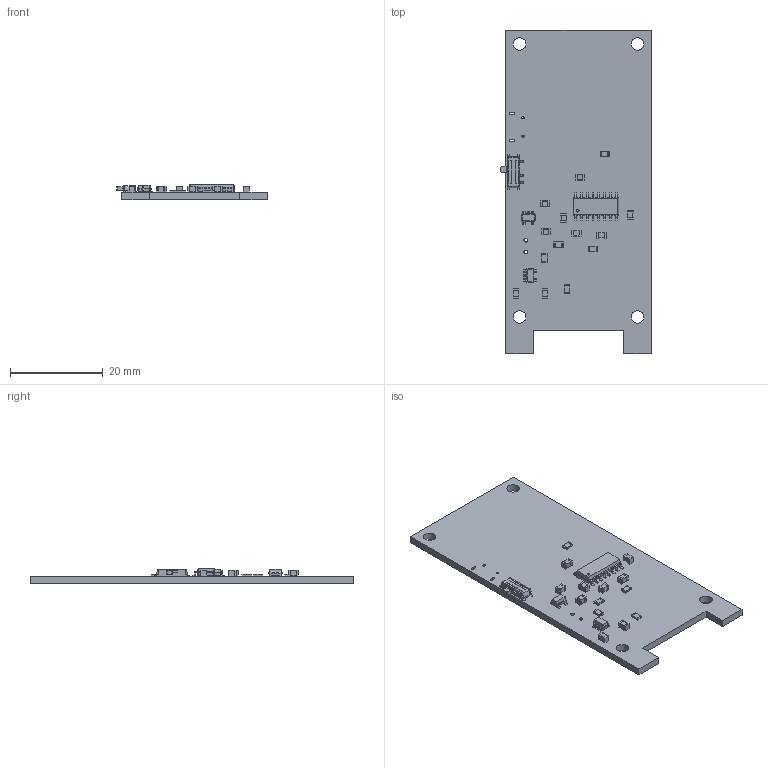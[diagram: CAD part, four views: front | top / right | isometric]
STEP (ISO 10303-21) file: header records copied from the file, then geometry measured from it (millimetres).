
FILE_DESCRIPTION(('KiCad electronic assembly'),'2;1');
FILE_NAME('BTSerialClient.step','2020-11-15T18:48:26',('An Author'),( 'A Company'),'Open CASCADE STEP processor 6.8', 'KiCad to STEP converter','Unknown');
FILE_SCHEMA(('AUTOMOTIVE_DESIGN_CC2 { 1 2 10303 214 -1 1 5 4 }'));
Length unit declared in the file: millimetre
Products named in the file (13): Open CASCADE STEP translator 6.8 1; JST_XH_B02B-XH-A_02x2.50mm_Straight; C_0805_2012Metric; SOLID; R_0805_2012Metric; SW_SPDT_PCM12; SOT-23-5; SOIC-16_3.9x9.9mm_P1.27mm; COMPOUND
Assembly tree (25 placements, depth 3):
  Open CASCADE STEP translator 6.8 1
    JST_XH_B02B-XH-A_02x2.50mm_Straight
    C_0805_2012Metric  x9
      SOLID
    R_0805_2012Metric  x5
      SOLID
    SW_SPDT_PCM12
      SOLID
    SOT-23-5  x2
      SOLID
    SOIC-16_3.9x9.9mm_P1.27mm
      SOLID
    COMPOUND
Bounding box: 32.61 x 70 x 3.4 mm (x, y, z)
Volume: 3459.6 mm3; surface area: 5032.5 mm2
Topology: 19 solids, 19 shells, 1045 faces, 2703 edges, 1718 vertices
Faces by surface type: plane 667, cylinder 278, bspline 98, cone 2
Full cylindrical faces by diameter (mm): 0.5 x2, 0.6 x1, 0.8 x4, 0.9 x2, 2.7 x4
Entity records: 58867 total; most frequent: CARTESIAN_POINT 24263, DIRECTION 5190, LINE 3434, VECTOR 3434, ORIENTED_EDGE 3156, PCURVE 3156, DEFINITIONAL_REPRESENTATION 3156, EDGE_CURVE 1578
